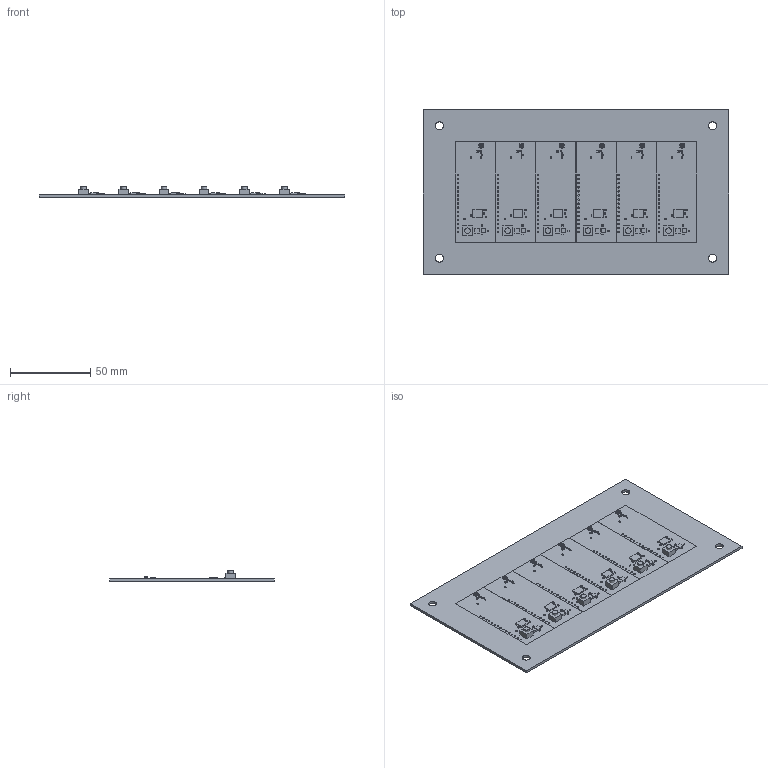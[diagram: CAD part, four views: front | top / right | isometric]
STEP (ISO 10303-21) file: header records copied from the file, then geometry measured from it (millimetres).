
FILE_DESCRIPTION(('Open CASCADE Model'),'2;1');
FILE_NAME('Open CASCADE Shape Model','2018-04-09T01:38:44',('Author'),( 'Open CASCADE'),'Open CASCADE STEP processor 6.8','Open CASCADE 6.8' ,'Unknown');
FILE_SCHEMA(('AUTOMOTIVE_DESIGN { 1 0 10303 214 1 1 1 1 }'));
Length unit declared in the file: millimetre
Products named in the file (41): PCB; Board; Embedded_Board_Array_"
sara-n210_breakout.PcbDoc"_(20mm,20mm)_on_L1; sara-n210_breakout.PcbDoc.step; U2; 7249696064; Extruded; L1; 7355768576; C5; User_Library-0402(1005M)_Cap; C3; C2; C1; C6; C7; C8; C9; C10; C11; C12; D1; RES0402; D2; J1; U.FL-R-SMT-1_flipped; L2; User_Library-Chip_Inductor_0402; L3; R3; R4; SW1; 7249695488; 7249695680; Cylinder; U3; 7354118592
Assembly tree (58 placements, depth 5):
  PCB
    Board
  Embedded_Board_Array_"
sara-n210_breakout.PcbDoc"_(20mm,20mm)_on_L1
    sara-n210_breakout.PcbDoc.step  x6
      Board
      U2
        7249696064
          Extruded
      L1
        7355768576
          Extruded
      C5
        User_Library-0402(1005M)_Cap
      C3
        User_Library-0402(1005M)_Cap
      C2
        User_Library-0402(1005M)_Cap
      C1
        User_Library-0402(1005M)_Cap
      C6
        User_Library-0402(1005M)_Cap
      C7
        User_Library-0402(1005M)_Cap
      C8
        User_Library-0402(1005M)_Cap
      C9
        User_Library-0402(1005M)_Cap
      C10
        User_Library-0402(1005M)_Cap
      C11
        User_Library-0402(1005M)_Cap
      C12
        User_Library-0402(1005M)_Cap
      D1
        RES0402
      D2
        RES0402
      J1
        U.FL-R-SMT-1_flipped
      L2
        User_Library-Chip_Inductor_0402
      L3
        User_Library-Chip_Inductor_0402
      R3
        RES0402
      R4
        RES0402
      SW1
        7249695488
          Extruded
        7249695680
          Cylinder
      U3
        7354118592
          Extruded
Bounding box: 190.5 x 102.6 x 6.6 mm (x, y, z)
Volume: 47539.4 mm3; surface area: 63432.6 mm2
Topology: 349 solids, 349 shells, 9544 faces, 23646 edges, 14650 vertices
Faces by surface type: plane 4086, bspline 3612, cylinder 1726, sphere 96, cone 24
Full cylindrical faces by diameter (mm): 0.5 x6, 0.9 x90, 1.7 x6, 1.86 x6, 2 x12, 3.5 x6, 5 x4
Entity records: 12485 total; most frequent: CARTESIAN_POINT 4085, ORIENTED_EDGE 1360, DIRECTION 1264, EDGE_CURVE 680, AXIS2_PLACEMENT_3D 434, VERTEX_POINT 431, LINE 396, VECTOR 396
